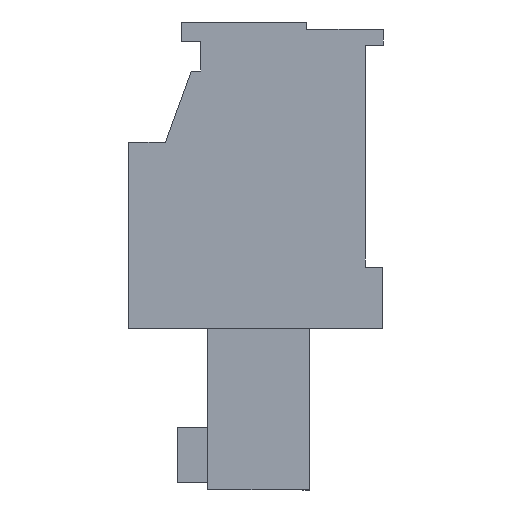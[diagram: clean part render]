
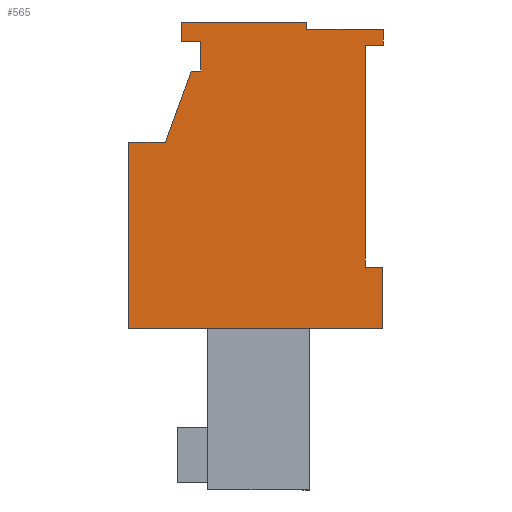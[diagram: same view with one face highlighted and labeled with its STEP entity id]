
A CAD part, left-side view. The second image highlights one B-rep face of the part: STEP entity #565.
In plain terms, the highlighted planar face has unit normal (-1, 0, 0).
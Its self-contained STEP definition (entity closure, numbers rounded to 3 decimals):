
#449=AXIS2_PLACEMENT_3D('Plane Axis2P3D',#446,#447,#448) ;
#49=CARTESIAN_POINT('Vertex',(0.,7.45,17.1)) ;
#52=CARTESIAN_POINT('Line Origine',(0.,7.45,17.7)) ;
#56=CARTESIAN_POINT('Vertex',(0.,7.45,18.3)) ;
#107=CARTESIAN_POINT('Line Origine',(0.,7.647,17.1)) ;
#111=CARTESIAN_POINT('Vertex',(0.,7.844,17.1)) ;
#446=CARTESIAN_POINT('Axis2P3D Location',(0.,5.25,6.6)) ;
#451=CARTESIAN_POINT('Line Origine',(0.,0.05,7.85)) ;
#455=CARTESIAN_POINT('Vertex',(0.,0.05,9.1)) ;
#457=CARTESIAN_POINT('Vertex',(0.,0.05,6.6)) ;
#460=CARTESIAN_POINT('Line Origine',(0.,0.4,9.1)) ;
#464=CARTESIAN_POINT('Vertex',(0.,0.75,9.1)) ;
#467=CARTESIAN_POINT('Line Origine',(0.,0.75,13.625)) ;
#471=CARTESIAN_POINT('Vertex',(0.,0.75,18.15)) ;
#474=CARTESIAN_POINT('Line Origine',(0.,0.375,18.15)) ;
#478=CARTESIAN_POINT('Vertex',(0.,0.,18.15)) ;
#481=CARTESIAN_POINT('Line Origine',(0.,0.,18.475)) ;
#485=CARTESIAN_POINT('Vertex',(0.,0.,18.8)) ;
#488=CARTESIAN_POINT('Line Origine',(0.,1.565,18.8)) ;
#492=CARTESIAN_POINT('Vertex',(0.,3.13,18.8)) ;
#495=CARTESIAN_POINT('Line Origine',(0.,3.13,18.95)) ;
#499=CARTESIAN_POINT('Vertex',(0.,3.13,19.1)) ;
#502=CARTESIAN_POINT('Line Origine',(0.,5.69,19.1)) ;
#506=CARTESIAN_POINT('Vertex',(0.,8.25,19.1)) ;
#509=CARTESIAN_POINT('Line Origine',(0.,8.25,18.7)) ;
#513=CARTESIAN_POINT('Vertex',(0.,8.25,18.3)) ;
#516=CARTESIAN_POINT('Line Origine',(0.,7.85,18.3)) ;
#521=CARTESIAN_POINT('Line Origine',(0.,8.372,15.65)) ;
#525=CARTESIAN_POINT('Vertex',(0.,8.9,14.2)) ;
#528=CARTESIAN_POINT('Line Origine',(0.,9.65,14.2)) ;
#532=CARTESIAN_POINT('Vertex',(0.,10.4,14.2)) ;
#535=CARTESIAN_POINT('Line Origine',(0.,10.4,10.4)) ;
#539=CARTESIAN_POINT('Vertex',(0.,10.4,6.6)) ;
#542=CARTESIAN_POINT('Line Origine',(0.,5.225,6.6)) ;
#53=DIRECTION('Vector Direction',(0.,0.,1.)) ;
#108=DIRECTION('Vector Direction',(0.,-1.,0.)) ;
#447=DIRECTION('Axis2P3D Direction',(1.,0.,0.)) ;
#448=DIRECTION('Axis2P3D XDirection',(0.,1.,0.)) ;
#452=DIRECTION('Vector Direction',(0.,0.,-1.)) ;
#461=DIRECTION('Vector Direction',(0.,-1.,0.)) ;
#468=DIRECTION('Vector Direction',(0.,0.,-1.)) ;
#475=DIRECTION('Vector Direction',(0.,1.,0.)) ;
#482=DIRECTION('Vector Direction',(0.,0.,-1.)) ;
#489=DIRECTION('Vector Direction',(0.,-1.,0.)) ;
#496=DIRECTION('Vector Direction',(0.,0.,1.)) ;
#503=DIRECTION('Vector Direction',(0.,-1.,0.)) ;
#510=DIRECTION('Vector Direction',(0.,0.,1.)) ;
#517=DIRECTION('Vector Direction',(0.,-1.,0.)) ;
#522=DIRECTION('Vector Direction',(0.,-0.342,0.94)) ;
#529=DIRECTION('Vector Direction',(0.,-1.,0.)) ;
#536=DIRECTION('Vector Direction',(0.,0.,1.)) ;
#543=DIRECTION('Vector Direction',(0.,1.,0.)) ;
#54=VECTOR('Line Direction',#53,1.) ;
#109=VECTOR('Line Direction',#108,1.) ;
#453=VECTOR('Line Direction',#452,1.) ;
#462=VECTOR('Line Direction',#461,1.) ;
#469=VECTOR('Line Direction',#468,1.) ;
#476=VECTOR('Line Direction',#475,1.) ;
#483=VECTOR('Line Direction',#482,1.) ;
#490=VECTOR('Line Direction',#489,1.) ;
#497=VECTOR('Line Direction',#496,1.) ;
#504=VECTOR('Line Direction',#503,1.) ;
#511=VECTOR('Line Direction',#510,1.) ;
#518=VECTOR('Line Direction',#517,1.) ;
#523=VECTOR('Line Direction',#522,1.) ;
#530=VECTOR('Line Direction',#529,1.) ;
#537=VECTOR('Line Direction',#536,1.) ;
#544=VECTOR('Line Direction',#543,1.) ;
#548=ORIENTED_EDGE('',*,*,#459,.F.) ;
#549=ORIENTED_EDGE('',*,*,#466,.F.) ;
#550=ORIENTED_EDGE('',*,*,#473,.F.) ;
#551=ORIENTED_EDGE('',*,*,#480,.F.) ;
#552=ORIENTED_EDGE('',*,*,#487,.F.) ;
#553=ORIENTED_EDGE('',*,*,#494,.F.) ;
#554=ORIENTED_EDGE('',*,*,#501,.T.) ;
#555=ORIENTED_EDGE('',*,*,#508,.F.) ;
#556=ORIENTED_EDGE('',*,*,#515,.F.) ;
#557=ORIENTED_EDGE('',*,*,#520,.T.) ;
#558=ORIENTED_EDGE('',*,*,#58,.F.) ;
#559=ORIENTED_EDGE('',*,*,#113,.F.) ;
#560=ORIENTED_EDGE('',*,*,#527,.F.) ;
#561=ORIENTED_EDGE('',*,*,#534,.F.) ;
#562=ORIENTED_EDGE('',*,*,#541,.F.) ;
#563=ORIENTED_EDGE('',*,*,#546,.F.) ;
#565=ADVANCED_FACE('HOUSING',(#564),#450,.F.) ;
#58=EDGE_CURVE('',#50,#57,#55,.T.) ;
#113=EDGE_CURVE('',#112,#50,#110,.T.) ;
#459=EDGE_CURVE('',#456,#458,#454,.T.) ;
#466=EDGE_CURVE('',#465,#456,#463,.T.) ;
#473=EDGE_CURVE('',#472,#465,#470,.T.) ;
#480=EDGE_CURVE('',#479,#472,#477,.T.) ;
#487=EDGE_CURVE('',#486,#479,#484,.T.) ;
#494=EDGE_CURVE('',#493,#486,#491,.T.) ;
#501=EDGE_CURVE('',#493,#500,#498,.T.) ;
#508=EDGE_CURVE('',#507,#500,#505,.T.) ;
#515=EDGE_CURVE('',#514,#507,#512,.T.) ;
#520=EDGE_CURVE('',#514,#57,#519,.T.) ;
#527=EDGE_CURVE('',#526,#112,#524,.T.) ;
#534=EDGE_CURVE('',#533,#526,#531,.T.) ;
#541=EDGE_CURVE('',#540,#533,#538,.T.) ;
#546=EDGE_CURVE('',#458,#540,#545,.T.) ;
#547=EDGE_LOOP('',(#548,#549,#550,#551,#552,#553,#554,#555,#556,#557,#558,#559,#560,#561,#562,#563)) ;
#564=FACE_OUTER_BOUND('',#547,.T.) ;
#55=LINE('Line',#52,#54) ;
#110=LINE('Line',#107,#109) ;
#454=LINE('Line',#451,#453) ;
#463=LINE('Line',#460,#462) ;
#470=LINE('Line',#467,#469) ;
#477=LINE('Line',#474,#476) ;
#484=LINE('Line',#481,#483) ;
#491=LINE('Line',#488,#490) ;
#498=LINE('Line',#495,#497) ;
#505=LINE('Line',#502,#504) ;
#512=LINE('Line',#509,#511) ;
#519=LINE('Line',#516,#518) ;
#524=LINE('Line',#521,#523) ;
#531=LINE('Line',#528,#530) ;
#538=LINE('Line',#535,#537) ;
#545=LINE('Line',#542,#544) ;
#450=PLANE('',#449) ;
#50=VERTEX_POINT('',#49) ;
#57=VERTEX_POINT('',#56) ;
#112=VERTEX_POINT('',#111) ;
#456=VERTEX_POINT('',#455) ;
#458=VERTEX_POINT('',#457) ;
#465=VERTEX_POINT('',#464) ;
#472=VERTEX_POINT('',#471) ;
#479=VERTEX_POINT('',#478) ;
#486=VERTEX_POINT('',#485) ;
#493=VERTEX_POINT('',#492) ;
#500=VERTEX_POINT('',#499) ;
#507=VERTEX_POINT('',#506) ;
#514=VERTEX_POINT('',#513) ;
#526=VERTEX_POINT('',#525) ;
#533=VERTEX_POINT('',#532) ;
#540=VERTEX_POINT('',#539) ;
